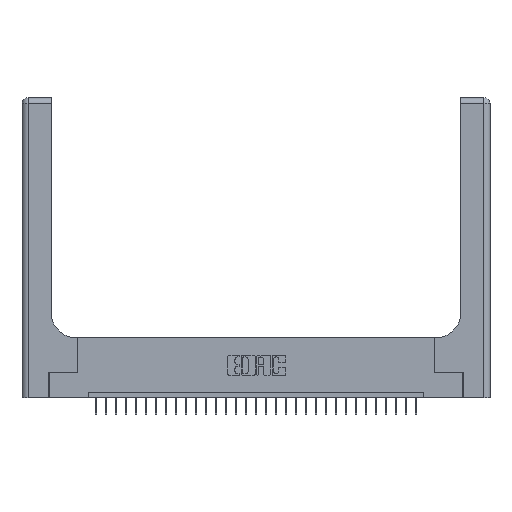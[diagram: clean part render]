
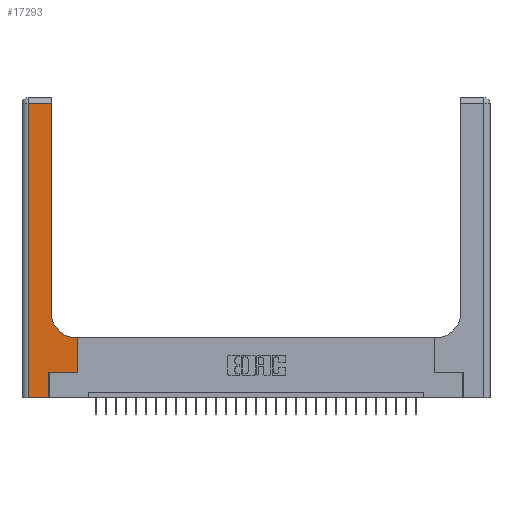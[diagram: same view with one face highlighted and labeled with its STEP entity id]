
A CAD part, top view. The second image highlights one B-rep face of the part: STEP entity #17293.
In plain terms, the highlighted planar face has unit normal (0, 0, 1).
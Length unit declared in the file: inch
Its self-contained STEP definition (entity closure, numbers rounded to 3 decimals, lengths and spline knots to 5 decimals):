
#82 = PLANE ( 'NONE',  #2725 ) ;
#758 = LINE ( 'NONE', #14154, #7952 ) ;
#875 = CARTESIAN_POINT ( 'NONE',  ( 0.2915, 2.94, 0.37 ) ) ;
#1269 = LINE ( 'NONE', #9301, #22382 ) ;
#1763 = VERTEX_POINT ( 'NONE', #25756 ) ;
#1911 = VERTEX_POINT ( 'NONE', #27466 ) ;
#2107 = ORIENTED_EDGE ( 'NONE', *, *, #21206, .T. ) ;
#2521 = CARTESIAN_POINT ( 'NONE',  ( 0., 3., 0.37 ) ) ;
#2725 = AXIS2_PLACEMENT_3D ( 'NONE', #2521, #22108, #25164 ) ;
#2763 = LINE ( 'NONE', #30741, #15987 ) ;
#3246 = VERTEX_POINT ( 'NONE', #8295 ) ;
#3400 = VERTEX_POINT ( 'NONE', #27550 ) ;
#3419 = ORIENTED_EDGE ( 'NONE', *, *, #19822, .T. ) ;
#3663 = CARTESIAN_POINT ( 'NONE',  ( 0.269, 0.25, 0.37 ) ) ;
#3837 = ORIENTED_EDGE ( 'NONE', *, *, #16750, .T. ) ;
#3998 = EDGE_CURVE ( 'NONE', #16887, #1911, #1269, .T. ) ;
#4587 = CARTESIAN_POINT ( 'NONE',  ( 0.2915, 0.85, 0.37 ) ) ;
#4760 = EDGE_CURVE ( 'NONE', #1911, #3246, #20842, .T. ) ;
#5224 = ORIENTED_EDGE ( 'NONE', *, *, #18670, .T. ) ;
#5427 = EDGE_CURVE ( 'NONE', #3400, #22724, #758, .T. ) ;
#5840 = LINE ( 'NONE', #16009, #30427 ) ;
#7805 = VECTOR ( 'NONE', #12174, 39.37008 ) ;
#7952 = VECTOR ( 'NONE', #16587, 39.37008 ) ;
#8167 = ORIENTED_EDGE ( 'NONE', *, *, #3998, .T. ) ;
#8295 = CARTESIAN_POINT ( 'NONE',  ( 0.06, 0., 0.37 ) ) ;
#9301 = CARTESIAN_POINT ( 'NONE',  ( 0., 2.94, 0.37 ) ) ;
#10393 = CARTESIAN_POINT ( 'NONE',  ( 0.269, 0., 0.37 ) ) ;
#10404 = VERTEX_POINT ( 'NONE', #4587 ) ;
#10444 = LINE ( 'NONE', #14821, #7805 ) ;
#11518 = ORIENTED_EDGE ( 'NONE', *, *, #4760, .T. ) ;
#11542 = ORIENTED_EDGE ( 'NONE', *, *, #5427, .T. ) ;
#12174 = DIRECTION ( 'NONE',  ( 0., 1., 0. ) ) ;
#12771 = VERTEX_POINT ( 'NONE', #3663 ) ;
#12795 = CIRCLE ( 'NONE', #20451, 0.25 ) ;
#13758 = CARTESIAN_POINT ( 'NONE',  ( 0.06, 3., 0.37 ) ) ;
#14154 = CARTESIAN_POINT ( 'NONE',  ( 0.2915, 0.6, 0.37 ) ) ;
#14795 = VECTOR ( 'NONE', #20621, 39.37008 ) ;
#14821 = CARTESIAN_POINT ( 'NONE',  ( 0.2915, 3., 0.37 ) ) ;
#15841 = DIRECTION ( 'NONE',  ( 1., 0., 0. ) ) ;
#15978 = ORIENTED_EDGE ( 'NONE', *, *, #24489, .T. ) ;
#15987 = VECTOR ( 'NONE', #25573, 39.37008 ) ;
#16009 = CARTESIAN_POINT ( 'NONE',  ( 0., 0., 0.37 ) ) ;
#16587 = DIRECTION ( 'NONE',  ( -1., 0., 0. ) ) ;
#16750 = EDGE_CURVE ( 'NONE', #12771, #1763, #28733, .T. ) ;
#16887 = VERTEX_POINT ( 'NONE', #875 ) ;
#17293 = ADVANCED_FACE ( 'NONE', ( #25639 ), #82, .F. ) ;
#17296 = EDGE_CURVE ( 'NONE', #22724, #10404, #12795, .T. ) ;
#18407 = DIRECTION ( 'NONE',  ( 1., 0., 0. ) ) ;
#18670 = EDGE_CURVE ( 'NONE', #10404, #16887, #10444, .T. ) ;
#19822 = EDGE_CURVE ( 'NONE', #3246, #26191, #5840, .T. ) ;
#20381 = VECTOR ( 'NONE', #15841, 39.37008 ) ;
#20451 = AXIS2_PLACEMENT_3D ( 'NONE', #27595, #27271, #22376 ) ;
#20621 = DIRECTION ( 'NONE',  ( 0., -1., 0. ) ) ;
#20842 = LINE ( 'NONE', #13758, #14795 ) ;
#21146 = DIRECTION ( 'NONE',  ( 0., 1., 0. ) ) ;
#21206 = EDGE_CURVE ( 'NONE', #1763, #3400, #22345, .T. ) ;
#22108 = DIRECTION ( 'NONE',  ( 0., 0., -1. ) ) ;
#22345 = LINE ( 'NONE', #26343, #29957 ) ;
#22376 = DIRECTION ( 'NONE',  ( 1., 0., 0. ) ) ;
#22382 = VECTOR ( 'NONE', #23961, 39.37008 ) ;
#22724 = VERTEX_POINT ( 'NONE', #25045 ) ;
#23961 = DIRECTION ( 'NONE',  ( -1., 0., 0. ) ) ;
#24489 = EDGE_CURVE ( 'NONE', #26191, #12771, #2763, .T. ) ;
#25045 = CARTESIAN_POINT ( 'NONE',  ( 0.5415, 0.6, 0.37 ) ) ;
#25164 = DIRECTION ( 'NONE',  ( -1., 0., 0. ) ) ;
#25573 = DIRECTION ( 'NONE',  ( 0., 1., 0. ) ) ;
#25639 = FACE_OUTER_BOUND ( 'NONE', #28683, .T. ) ;
#25756 = CARTESIAN_POINT ( 'NONE',  ( 0.5585, 0.25, 0.37 ) ) ;
#26191 = VERTEX_POINT ( 'NONE', #10393 ) ;
#26343 = CARTESIAN_POINT ( 'NONE',  ( 0.5585, 0.25, 0.37 ) ) ;
#27271 = DIRECTION ( 'NONE',  ( 0., 0., -1. ) ) ;
#27466 = CARTESIAN_POINT ( 'NONE',  ( 0.06, 2.94, 0.37 ) ) ;
#27550 = CARTESIAN_POINT ( 'NONE',  ( 0.5585, 0.6, 0.37 ) ) ;
#27595 = CARTESIAN_POINT ( 'NONE',  ( 0.5415, 0.85, 0.37 ) ) ;
#27894 = CARTESIAN_POINT ( 'NONE',  ( 0.269, 0.25, 0.37 ) ) ;
#28683 = EDGE_LOOP ( 'NONE', ( #5224, #8167, #11518, #3419, #15978, #3837, #2107, #11542, #29374 ) ) ;
#28733 = LINE ( 'NONE', #27894, #20381 ) ;
#29374 = ORIENTED_EDGE ( 'NONE', *, *, #17296, .T. ) ;
#29957 = VECTOR ( 'NONE', #21146, 39.37008 ) ;
#30427 = VECTOR ( 'NONE', #18407, 39.37008 ) ;
#30741 = CARTESIAN_POINT ( 'NONE',  ( 0.269, 0., 0.37 ) ) ;
